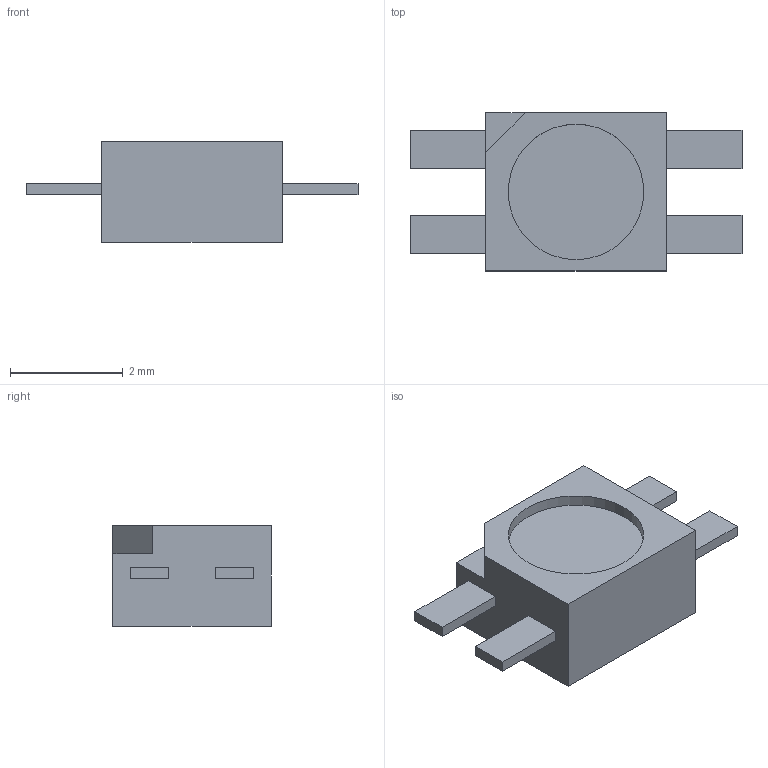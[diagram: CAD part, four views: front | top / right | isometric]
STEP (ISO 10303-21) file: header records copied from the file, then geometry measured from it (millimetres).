
FILE_DESCRIPTION(/* description */ ('STEP AP242','CAx-IF Rec.Pracs.---Representation and Presentation of Product Manufacturing Information (PMI)---4.0---2014-10-13','CAx-IF Rec.Pracs.---3D Tessellated Geometry---0.4---2014-09-14','2;1'),/* implementation_level */ '2;1');
FILE_NAME(/* name */ '66d5b18cc80e80566de3ffc3',/* time_stamp */ '2024-09-02T12:37:33Z',/* author */ (''),/* organization */ (''),/* preprocessor_version */ 'ST-DEVELOPER v20',/* originating_system */ ' ',/* authorisation */ ' ');
FILE_SCHEMA (('AP242_MANAGED_MODEL_BASED_3D_ENGINEERING_MIM_LF { 1 0 10303 442 1 1 4 }'));
Length unit declared in the file: metre
Products named in the file (5): Part 5; Part 1; Part 2; Part 3; Part 4
Bounding box: 5.88 x 2.8 x 1.78 mm (x, y, z)
Volume: 15.7 mm3; surface area: 51.1 mm2
Topology: 5 solids, 5 shells, 34 faces, 69 edges, 46 vertices
Faces by surface type: plane 33, cylinder 1
Full cylindrical faces by diameter (mm): 2.4 x1
Entity records: 993 total; most frequent: CARTESIAN_POINT 153, DIRECTION 148, ORIENTED_EDGE 136, EDGE_CURVE 68, LINE 66, VECTOR 66, VERTEX_POINT 46, AXIS2_PLACEMENT_3D 41
